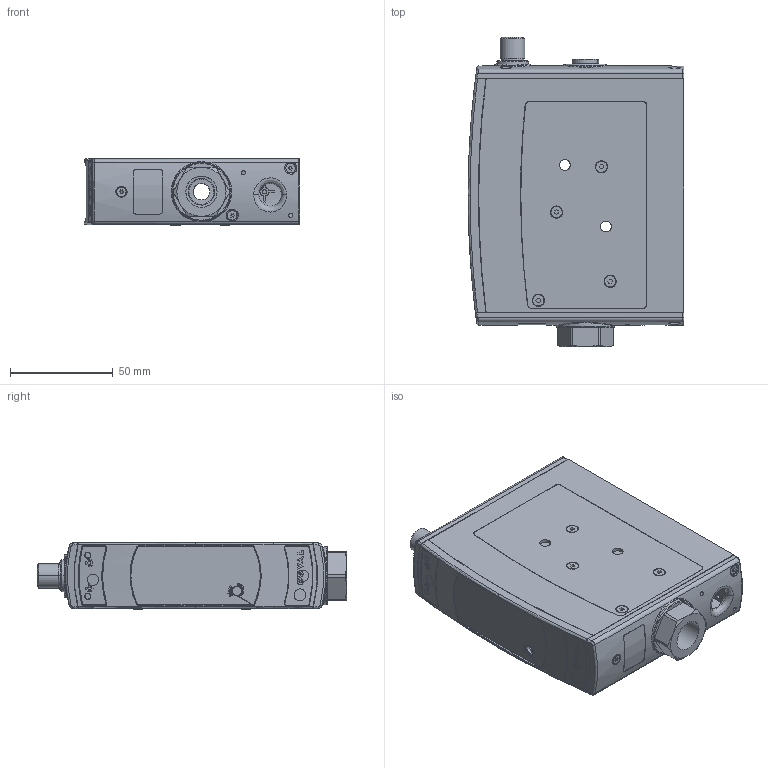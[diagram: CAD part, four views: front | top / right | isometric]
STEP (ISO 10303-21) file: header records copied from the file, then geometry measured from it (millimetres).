
FILE_DESCRIPTION(('STEP AP214'),'1');
FILE_NAME('COVAL_LEM90X20RVOC14PG1.stp','2017-12-27T15:29:25',('TraceParts'),('TraceParts S.A.'),'Spatial InterOp 3D',' ',' ');
FILE_SCHEMA(('automotive_design'));
Length unit declared in the file: millimetre
Products named in the file (35): COVAL_LEM90X20RVOC14PG1_1; COVAL_LEM90X20RVOC14PG1_2; COVAL_LEM90X20RVOC14PG1_3; COVAL_LEM90X20RVOC14PG1_4; COVAL_LEM90X20RVOC14PG1_5; COVAL_LEM90X20RVOC14PG1_6; COVAL_LEM90X20RVOC14PG1_7; COVAL_LEM90X20RVOC14PG1_8; COVAL_LEM90X20RVOC14PG1_9; COVAL_LEM90X20RVOC14PG1_10; COVAL_LEM90X20RVOC14PG1_11; COVAL_LEM90X20RVOC14PG1_12; COVAL_LEM90X20RVOC14PG1_13; COVAL_LEM90X20RVOC14PG1_14; COVAL_LEM90X20RVOC14PG1_15; COVAL_LEM90X20RVOC14PG1_16; COVAL_LEM90X20RVOC14PG1_17; COVAL_LEM90X20RVOC14PG1_18; COVAL_LEM90X20RVOC14PG1_19; COVAL_LEM90X20RVOC14PG1_20; COVAL_LEM90X20RVOC14PG1_21; COVAL_LEM90X20RVOC14PG1_22; COVAL_LEM90X20RVOC14PG1_23; COVAL_LEM90X20RVOC14PG1_24; COVAL_LEM90X20RVOC14PG1_25; COVAL_LEM90X20RVOC14PG1_26; COVAL_LEM90X20RVOC14PG1_27; COVAL_LEM90X20RVOC14PG1_28; COVAL_LEM90X20RVOC14PG1_29; COVAL_LEM90X20RVOC14PG1_30; COVAL_LEM90X20RVOC14PG1_31; COVAL_LEM90X20RVOC14PG1_32; COVAL_LEM90X20RVOC14PG1_33; COVAL_LEM90X20RVOC14PG1_34; COVAL_LEM90X20RVOC14PG1_35
Bounding box: 105.2 x 150.71 x 32.25 mm (x, y, z)
Volume: 67276.9 mm3; surface area: 96405.5 mm2
Topology: 35 solids, 36 shells, 1641 faces, 4317 edges, 2827 vertices
Faces by surface type: cylinder 737, plane 618, cone 119, bspline 105, torus 62
Entity records: 71151 total; most frequent: CARTESIAN_POINT 30826, ORIENTED_EDGE 8634, DIRECTION 7908, EDGE_CURVE 4317, AXIS2_PLACEMENT_3D 2893, VERTEX_POINT 2827, LINE 2122, VECTOR 2122
